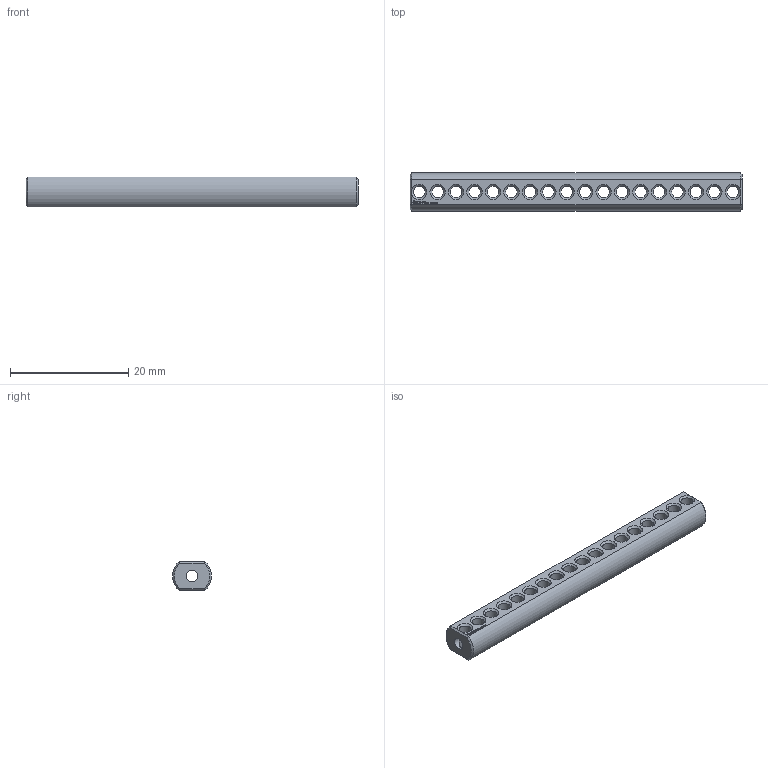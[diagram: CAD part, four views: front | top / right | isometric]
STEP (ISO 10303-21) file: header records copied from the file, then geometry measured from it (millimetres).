
FILE_DESCRIPTION(('FreeCAD Model'),'2;1');
FILE_NAME('Open CASCADE Shape Model','2024-06-18T12:12:13',(''),(''), 'Open CASCADE STEP processor 7.6','FreeCAD','Unknown');
FILE_SCHEMA(('AUTOMOTIVE_DESIGN { 1 0 10303 214 1 1 1 1 }'));
Length unit declared in the file: millimetre
Products named in the file (1): Shaft IDX BU04.50 - SPN-SFT-0138 (stemfie.org)
Bounding box: 56.25 x 6.6 x 5 mm (x, y, z)
Volume: 1282.5 mm3; surface area: 1651.6 mm2
Topology: 1 solids, 1 shells, 590 faces, 1711 edges, 1114 vertices
Faces by surface type: plane 317, extrusion 176, cylinder 57, cone 40
Full cylindrical faces by diameter (mm): 2 x55
Entity records: 19679 total; most frequent: CARTESIAN_POINT 4472, ORIENTED_EDGE 3422, DIRECTION 2607, EDGE_CURVE 1711, VECTOR 1293, LINE 1117, VERTEX_POINT 1114, AXIS2_PLACEMENT_3D 657
